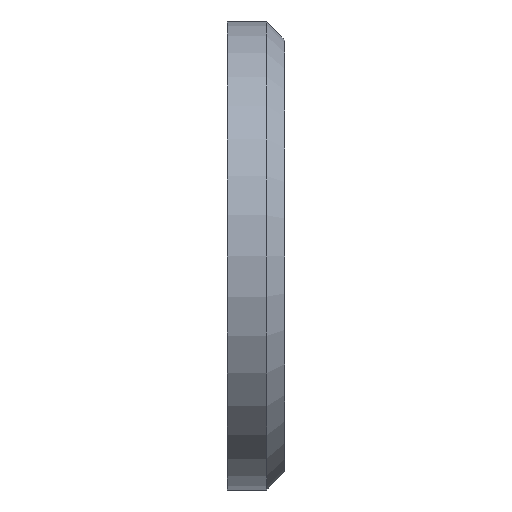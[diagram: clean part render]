
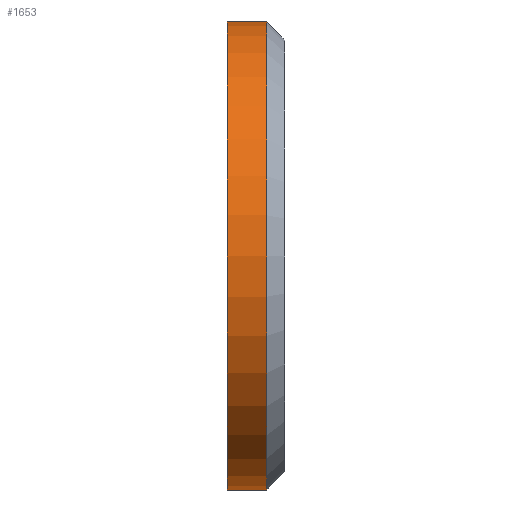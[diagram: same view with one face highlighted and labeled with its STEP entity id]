
A CAD part, left-side view. The second image highlights one B-rep face of the part: STEP entity #1653.
In plain terms, the highlighted cylindrical face has radius 6.5 mm (diameter 13 mm), a partial arc.
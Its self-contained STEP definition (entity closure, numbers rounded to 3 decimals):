
#49 = CONICAL_SURFACE('',#50,6.5,0.785);
#50 = AXIS2_PLACEMENT_3D('',#51,#52,#53);
#51 = CARTESIAN_POINT('',(-23.9,-31.1,6.5));
#52 = DIRECTION('',(0.,1.,0.));
#53 = DIRECTION('',(0.,0.,1.));
#643 = VERTEX_POINT('',#644);
#644 = CARTESIAN_POINT('',(-23.9,-31.1,13.));
#667 = VERTEX_POINT('',#668);
#668 = CARTESIAN_POINT('',(-23.9,-31.1,0.));
#689 = EDGE_CURVE('',#643,#667,#690,.T.);
#690 = SURFACE_CURVE('',#691,(#696,#703),.PCURVE_S1.);
#691 = CIRCLE('',#692,6.5);
#692 = AXIS2_PLACEMENT_3D('',#693,#694,#695);
#693 = CARTESIAN_POINT('',(-23.9,-31.1,6.5));
#694 = DIRECTION('',(0.,-1.,0.));
#695 = DIRECTION('',(0.,0.,1.));
#696 = PCURVE('',#49,#697);
#697 = DEFINITIONAL_REPRESENTATION('',(#698),#702);
#698 = LINE('',#699,#700);
#699 = CARTESIAN_POINT('',(-0.,0.));
#700 = VECTOR('',#701,1.);
#701 = DIRECTION('',(-1.,0.));
#702 = ( GEOMETRIC_REPRESENTATION_CONTEXT(2) 
PARAMETRIC_REPRESENTATION_CONTEXT() REPRESENTATION_CONTEXT('2D SPACE',''
  ) );
#703 = PCURVE('',#704,#709);
#704 = CYLINDRICAL_SURFACE('',#705,6.5);
#705 = AXIS2_PLACEMENT_3D('',#706,#707,#708);
#706 = CARTESIAN_POINT('',(-23.9,-30.,6.5));
#707 = DIRECTION('',(0.,1.,0.));
#708 = DIRECTION('',(1.,0.,0.));
#709 = DEFINITIONAL_REPRESENTATION('',(#710),#714);
#710 = LINE('',#711,#712);
#711 = CARTESIAN_POINT('',(-1.571,-1.1));
#712 = VECTOR('',#713,1.);
#713 = DIRECTION('',(-1.,0.));
#714 = ( GEOMETRIC_REPRESENTATION_CONTEXT(2) 
PARAMETRIC_REPRESENTATION_CONTEXT() REPRESENTATION_CONTEXT('2D SPACE',''
  ) );
#758 = PLANE('',#759);
#759 = AXIS2_PLACEMENT_3D('',#760,#761,#762);
#760 = CARTESIAN_POINT('',(23.9,-30.,13.));
#761 = DIRECTION('',(0.,0.,-1.));
#762 = DIRECTION('',(-1.,0.,0.));
#812 = PLANE('',#813);
#813 = AXIS2_PLACEMENT_3D('',#814,#815,#816);
#814 = CARTESIAN_POINT('',(-23.9,-30.,0.));
#815 = DIRECTION('',(0.,0.,1.));
#816 = DIRECTION('',(1.,0.,0.));
#977 = PLANE('',#978);
#978 = AXIS2_PLACEMENT_3D('',#979,#980,#981);
#979 = CARTESIAN_POINT('',(0.31,-30.,6.614));
#980 = DIRECTION('',(0.,1.,0.));
#981 = DIRECTION('',(0.,0.,1.));
#1653 = ADVANCED_FACE('',(#1654),#704,.T.);
#1654 = FACE_BOUND('',#1655,.F.);
#1655 = EDGE_LOOP('',(#1656,#1679,#1680,#1703));
#1656 = ORIENTED_EDGE('',*,*,#1657,.T.);
#1657 = EDGE_CURVE('',#1658,#643,#1660,.T.);
#1658 = VERTEX_POINT('',#1659);
#1659 = CARTESIAN_POINT('',(-23.9,-30.,13.));
#1660 = SURFACE_CURVE('',#1661,(#1665,#1672),.PCURVE_S1.);
#1661 = LINE('',#1662,#1663);
#1662 = CARTESIAN_POINT('',(-23.9,-30.,13.));
#1663 = VECTOR('',#1664,1.);
#1664 = DIRECTION('',(0.,-1.,0.));
#1665 = PCURVE('',#704,#1666);
#1666 = DEFINITIONAL_REPRESENTATION('',(#1667),#1671);
#1667 = LINE('',#1668,#1669);
#1668 = CARTESIAN_POINT('',(-1.571,0.));
#1669 = VECTOR('',#1670,1.);
#1670 = DIRECTION('',(-0.,-1.));
#1671 = ( GEOMETRIC_REPRESENTATION_CONTEXT(2) 
PARAMETRIC_REPRESENTATION_CONTEXT() REPRESENTATION_CONTEXT('2D SPACE',''
  ) );
#1672 = PCURVE('',#758,#1673);
#1673 = DEFINITIONAL_REPRESENTATION('',(#1674),#1678);
#1674 = LINE('',#1675,#1676);
#1675 = CARTESIAN_POINT('',(47.8,0.));
#1676 = VECTOR('',#1677,1.);
#1677 = DIRECTION('',(0.,-1.));
#1678 = ( GEOMETRIC_REPRESENTATION_CONTEXT(2) 
PARAMETRIC_REPRESENTATION_CONTEXT() REPRESENTATION_CONTEXT('2D SPACE',''
  ) );
#1679 = ORIENTED_EDGE('',*,*,#689,.T.);
#1680 = ORIENTED_EDGE('',*,*,#1681,.F.);
#1681 = EDGE_CURVE('',#1682,#667,#1684,.T.);
#1682 = VERTEX_POINT('',#1683);
#1683 = CARTESIAN_POINT('',(-23.9,-30.,0.));
#1684 = SURFACE_CURVE('',#1685,(#1689,#1696),.PCURVE_S1.);
#1685 = LINE('',#1686,#1687);
#1686 = CARTESIAN_POINT('',(-23.9,-30.,0.));
#1687 = VECTOR('',#1688,1.);
#1688 = DIRECTION('',(0.,-1.,0.));
#1689 = PCURVE('',#704,#1690);
#1690 = DEFINITIONAL_REPRESENTATION('',(#1691),#1695);
#1691 = LINE('',#1692,#1693);
#1692 = CARTESIAN_POINT('',(-4.712,0.));
#1693 = VECTOR('',#1694,1.);
#1694 = DIRECTION('',(-0.,-1.));
#1695 = ( GEOMETRIC_REPRESENTATION_CONTEXT(2) 
PARAMETRIC_REPRESENTATION_CONTEXT() REPRESENTATION_CONTEXT('2D SPACE',''
  ) );
#1696 = PCURVE('',#812,#1697);
#1697 = DEFINITIONAL_REPRESENTATION('',(#1698),#1702);
#1698 = LINE('',#1699,#1700);
#1699 = CARTESIAN_POINT('',(0.,0.));
#1700 = VECTOR('',#1701,1.);
#1701 = DIRECTION('',(0.,-1.));
#1702 = ( GEOMETRIC_REPRESENTATION_CONTEXT(2) 
PARAMETRIC_REPRESENTATION_CONTEXT() REPRESENTATION_CONTEXT('2D SPACE',''
  ) );
#1703 = ORIENTED_EDGE('',*,*,#1704,.F.);
#1704 = EDGE_CURVE('',#1658,#1682,#1705,.T.);
#1705 = SURFACE_CURVE('',#1706,(#1711,#1718),.PCURVE_S1.);
#1706 = CIRCLE('',#1707,6.5);
#1707 = AXIS2_PLACEMENT_3D('',#1708,#1709,#1710);
#1708 = CARTESIAN_POINT('',(-23.9,-30.,6.5));
#1709 = DIRECTION('',(0.,-1.,0.));
#1710 = DIRECTION('',(1.,0.,0.));
#1711 = PCURVE('',#704,#1712);
#1712 = DEFINITIONAL_REPRESENTATION('',(#1713),#1717);
#1713 = LINE('',#1714,#1715);
#1714 = CARTESIAN_POINT('',(-0.,0.));
#1715 = VECTOR('',#1716,1.);
#1716 = DIRECTION('',(-1.,0.));
#1717 = ( GEOMETRIC_REPRESENTATION_CONTEXT(2) 
PARAMETRIC_REPRESENTATION_CONTEXT() REPRESENTATION_CONTEXT('2D SPACE',''
  ) );
#1718 = PCURVE('',#977,#1719);
#1719 = DEFINITIONAL_REPRESENTATION('',(#1720),#1728);
#1720 = ( BOUNDED_CURVE() B_SPLINE_CURVE(2,(#1721,#1722,#1723,#1724,
#1725,#1726,#1727),.UNSPECIFIED.,.T.,.F.) B_SPLINE_CURVE_WITH_KNOTS((1,2
    ,2,2,2,1),(-2.094,0.,2.094,4.189,
6.283,8.378),.UNSPECIFIED.) CURVE() 
GEOMETRIC_REPRESENTATION_ITEM() RATIONAL_B_SPLINE_CURVE((1.,0.5,1.,0.5,
1.,0.5,1.)) REPRESENTATION_ITEM('') );
#1721 = CARTESIAN_POINT('',(-0.114,-17.71));
#1722 = CARTESIAN_POINT('',(11.145,-17.71));
#1723 = CARTESIAN_POINT('',(5.516,-27.46));
#1724 = CARTESIAN_POINT('',(-0.114,-37.21));
#1725 = CARTESIAN_POINT('',(-5.743,-27.46));
#1726 = CARTESIAN_POINT('',(-11.372,-17.71));
#1727 = CARTESIAN_POINT('',(-0.114,-17.71));
#1728 = ( GEOMETRIC_REPRESENTATION_CONTEXT(2) 
PARAMETRIC_REPRESENTATION_CONTEXT() REPRESENTATION_CONTEXT('2D SPACE',''
  ) );
